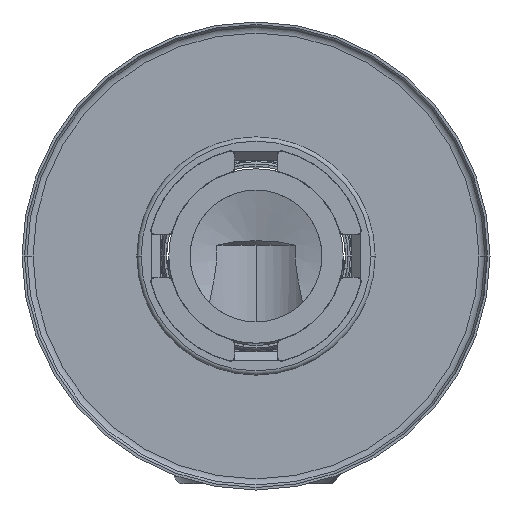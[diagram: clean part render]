
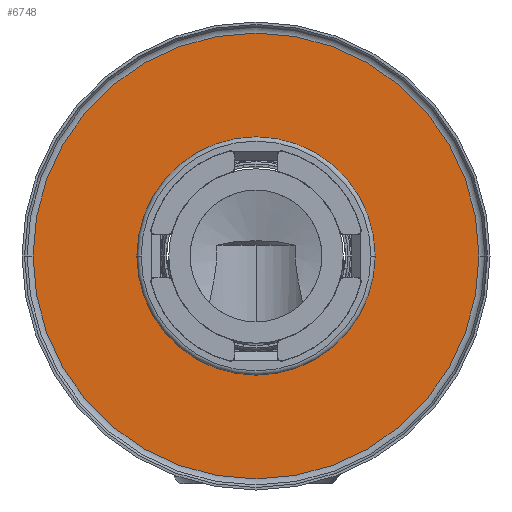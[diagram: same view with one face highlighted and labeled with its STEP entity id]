
A CAD part, left-side view. The second image highlights one B-rep face of the part: STEP entity #6748.
In plain terms, the highlighted planar face has unit normal (-1, 0, 0).
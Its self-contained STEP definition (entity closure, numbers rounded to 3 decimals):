
#1602=CARTESIAN_POINT('',(-24.55,0.,0.));
#1603=DIRECTION('',(-1.,0.,0.));
#1604=DIRECTION('',(0.,1.,0.));
#1605=AXIS2_PLACEMENT_3D('',#1602,#1603,#1604);
#1607=CARTESIAN_POINT('',(-24.55,0.,0.));
#1608=DIRECTION('',(-1.,0.,0.));
#1609=DIRECTION('',(0.,-1.,0.));
#1610=AXIS2_PLACEMENT_3D('',#1607,#1608,#1609);
#1612=CARTESIAN_POINT('',(-24.55,0.,0.));
#1613=DIRECTION('',(-1.,0.,0.));
#1614=DIRECTION('',(0.,-1.,0.));
#1615=AXIS2_PLACEMENT_3D('',#1612,#1613,#1614);
#1617=CARTESIAN_POINT('',(-24.55,0.,0.));
#1618=DIRECTION('',(-1.,0.,0.));
#1619=DIRECTION('',(0.,1.,0.));
#1620=AXIS2_PLACEMENT_3D('',#1617,#1618,#1619);
#4001=CARTESIAN_POINT('',(-24.55,26.2,0.));
#4002=VERTEX_POINT('',#4001);
#4003=CARTESIAN_POINT('',(-24.55,-26.2,0.));
#4004=VERTEX_POINT('',#4003);
#4444=CARTESIAN_POINT('',(-24.55,-13.5,0.));
#4445=CARTESIAN_POINT('',(-24.55,13.5,0.));
#4446=VERTEX_POINT('',#4444);
#4447=VERTEX_POINT('',#4445);
#6733=CARTESIAN_POINT('',(-24.55,19.,0.));
#6734=DIRECTION('',(-1.,0.,0.));
#6735=DIRECTION('',(0.,-1.,0.));
#6736=AXIS2_PLACEMENT_3D('',#6733,#6734,#6735);
#6737=PLANE('',#6736);
#6739=ORIENTED_EDGE('',*,*,#6738,.F.);
#6741=ORIENTED_EDGE('',*,*,#6740,.F.);
#6742=EDGE_LOOP('',(#6739,#6741));
#6743=FACE_OUTER_BOUND('',#6742,.F.);
#6744=ORIENTED_EDGE('',*,*,#6721,.T.);
#6745=ORIENTED_EDGE('',*,*,#6701,.T.);
#6746=EDGE_LOOP('',(#6744,#6745));
#6747=FACE_BOUND('',#6746,.F.);
#6748=ADVANCED_FACE('',(#6743,#6747),#6737,.T.);
#1606=CIRCLE('',#1605,26.2);
#1611=CIRCLE('',#1610,26.2);
#1616=CIRCLE('',#1615,13.5);
#1621=CIRCLE('',#1620,13.5);
#6701=EDGE_CURVE('',#4447,#4446,#1621,.T.);
#6721=EDGE_CURVE('',#4446,#4447,#1616,.T.);
#6738=EDGE_CURVE('',#4002,#4004,#1606,.T.);
#6740=EDGE_CURVE('',#4004,#4002,#1611,.T.);
